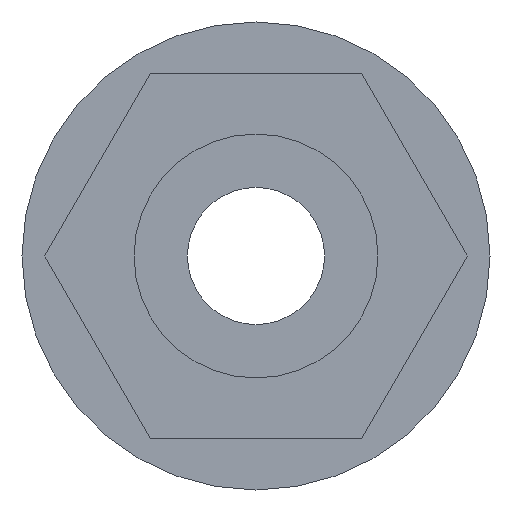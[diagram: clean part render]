
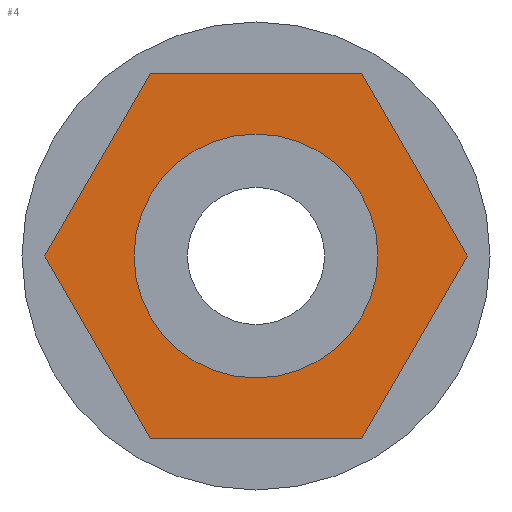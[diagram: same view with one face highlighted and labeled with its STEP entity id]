
A CAD part, left-side view. The second image highlights one B-rep face of the part: STEP entity #4.
In plain terms, the highlighted planar face has unit normal (-1, 0, 0).
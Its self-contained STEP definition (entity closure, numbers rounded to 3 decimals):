
#4 = ADVANCED_FACE ( 'NONE', ( #86, #954 ), #126, .T. ) ;
#7 = CIRCLE ( 'NONE', #329, 8. ) ;
#9 = DIRECTION ( 'NONE',  ( 0., 0.5, 0.866 ) ) ;
#10 = ORIENTED_EDGE ( 'NONE', *, *, #632, .F. ) ;
#16 = CARTESIAN_POINT ( 'NONE',  ( -15., 13.856, 0. ) ) ;
#33 = DIRECTION ( 'NONE',  ( -1., 0., 0. ) ) ;
#65 = ORIENTED_EDGE ( 'NONE', *, *, #202, .T. ) ;
#67 = VERTEX_POINT ( 'NONE', #685 ) ;
#86 = FACE_BOUND ( 'NONE', #235, .T. ) ;
#120 = CARTESIAN_POINT ( 'NONE',  ( -15., 0., 0. ) ) ;
#126 = PLANE ( 'NONE',  #350 ) ;
#143 = DIRECTION ( 'NONE',  ( 0., -1., 0. ) ) ;
#149 = CIRCLE ( 'NONE', #848, 8. ) ;
#173 = DIRECTION ( 'NONE',  ( 0., 0., 1. ) ) ;
#179 = LINE ( 'NONE', #603, #441 ) ;
#202 = EDGE_CURVE ( 'NONE', #424, #67, #670, .T. ) ;
#205 = CARTESIAN_POINT ( 'NONE',  ( -15., 6.928, 12. ) ) ;
#210 = DIRECTION ( 'NONE',  ( 0., 0., 1. ) ) ;
#221 = ORIENTED_EDGE ( 'NONE', *, *, #474, .T. ) ;
#235 = EDGE_LOOP ( 'NONE', ( #10, #398 ) ) ;
#252 = CARTESIAN_POINT ( 'NONE',  ( -15., 0., 0. ) ) ;
#293 = DIRECTION ( 'NONE',  ( 0., 1., 0. ) ) ;
#294 = DIRECTION ( 'NONE',  ( -1., 0., 0. ) ) ;
#322 = DIRECTION ( 'NONE',  ( -1., 0., 0. ) ) ;
#329 = AXIS2_PLACEMENT_3D ( 'NONE', #252, #322, #173 ) ;
#349 = VECTOR ( 'NONE', #293, 1000. ) ;
#350 = AXIS2_PLACEMENT_3D ( 'NONE', #120, #294, #907 ) ;
#358 = CARTESIAN_POINT ( 'NONE',  ( -15., 6.928, 12. ) ) ;
#367 = DIRECTION ( 'NONE',  ( 0., 0.5, -0.866 ) ) ;
#369 = DIRECTION ( 'NONE',  ( 0., -0.5, 0.866 ) ) ;
#389 = VERTEX_POINT ( 'NONE', #402 ) ;
#397 = VECTOR ( 'NONE', #9, 1000. ) ;
#398 = ORIENTED_EDGE ( 'NONE', *, *, #839, .F. ) ;
#402 = CARTESIAN_POINT ( 'NONE',  ( -15., -13.856, 0. ) ) ;
#403 = ORIENTED_EDGE ( 'NONE', *, *, #648, .T. ) ;
#416 = DIRECTION ( 'NONE',  ( 0., -0.5, -0.866 ) ) ;
#424 = VERTEX_POINT ( 'NONE', #580 ) ;
#431 = VECTOR ( 'NONE', #416, 1000. ) ;
#441 = VECTOR ( 'NONE', #369, 1000. ) ;
#446 = VERTEX_POINT ( 'NONE', #16 ) ;
#469 = EDGE_CURVE ( 'NONE', #446, #424, #824, .T. ) ;
#474 = EDGE_CURVE ( 'NONE', #389, #752, #1009, .T. ) ;
#482 = CARTESIAN_POINT ( 'NONE',  ( -15., 0., -8. ) ) ;
#533 = CARTESIAN_POINT ( 'NONE',  ( -15., 0., 8. ) ) ;
#553 = LINE ( 'NONE', #757, #349 ) ;
#579 = VECTOR ( 'NONE', #143, 1000. ) ;
#580 = CARTESIAN_POINT ( 'NONE',  ( -15., 6.928, -12. ) ) ;
#592 = VERTEX_POINT ( 'NONE', #358 ) ;
#603 = CARTESIAN_POINT ( 'NONE',  ( -15., -6.928, -12. ) ) ;
#623 = CARTESIAN_POINT ( 'NONE',  ( -15., -6.928, 12. ) ) ;
#632 = EDGE_CURVE ( 'NONE', #643, #974, #149, .T. ) ;
#643 = VERTEX_POINT ( 'NONE', #533 ) ;
#648 = EDGE_CURVE ( 'NONE', #592, #446, #910, .T. ) ;
#655 = EDGE_CURVE ( 'NONE', #752, #592, #553, .T. ) ;
#666 = EDGE_CURVE ( 'NONE', #67, #389, #179, .T. ) ;
#670 = LINE ( 'NONE', #995, #579 ) ;
#685 = CARTESIAN_POINT ( 'NONE',  ( -15., -6.928, -12. ) ) ;
#703 = VECTOR ( 'NONE', #367, 1000. ) ;
#752 = VERTEX_POINT ( 'NONE', #623 ) ;
#754 = CARTESIAN_POINT ( 'NONE',  ( -15., 0., 0. ) ) ;
#757 = CARTESIAN_POINT ( 'NONE',  ( -15., -6.928, 12. ) ) ;
#786 = ORIENTED_EDGE ( 'NONE', *, *, #666, .T. ) ;
#802 = CARTESIAN_POINT ( 'NONE',  ( -15., 13.856, 0. ) ) ;
#804 = CARTESIAN_POINT ( 'NONE',  ( -15., -13.856, 0. ) ) ;
#824 = LINE ( 'NONE', #802, #431 ) ;
#839 = EDGE_CURVE ( 'NONE', #974, #643, #7, .T. ) ;
#848 = AXIS2_PLACEMENT_3D ( 'NONE', #754, #33, #210 ) ;
#907 = DIRECTION ( 'NONE',  ( 0., 0., 1. ) ) ;
#910 = LINE ( 'NONE', #205, #703 ) ;
#954 = FACE_OUTER_BOUND ( 'NONE', #964, .T. ) ;
#964 = EDGE_LOOP ( 'NONE', ( #221, #996, #403, #965, #65, #786 ) ) ;
#965 = ORIENTED_EDGE ( 'NONE', *, *, #469, .T. ) ;
#974 = VERTEX_POINT ( 'NONE', #482 ) ;
#995 = CARTESIAN_POINT ( 'NONE',  ( -15., 6.928, -12. ) ) ;
#996 = ORIENTED_EDGE ( 'NONE', *, *, #655, .T. ) ;
#1009 = LINE ( 'NONE', #804, #397 ) ;
